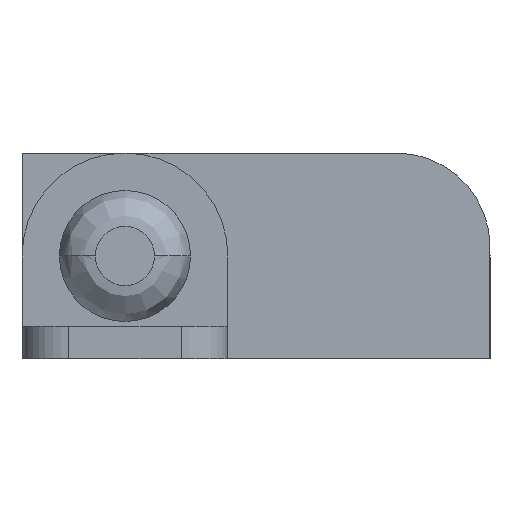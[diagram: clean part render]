
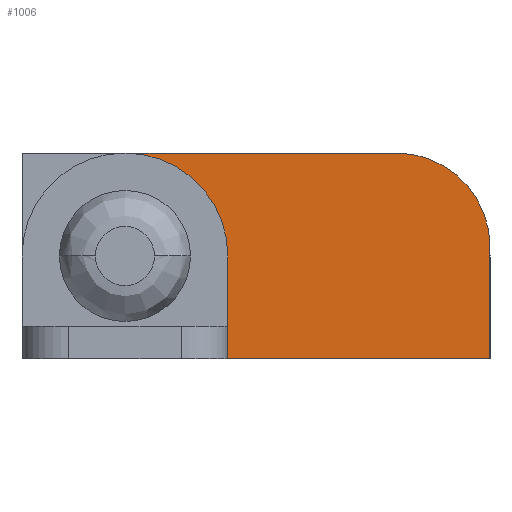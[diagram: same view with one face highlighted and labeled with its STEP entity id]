
A CAD part, left-side view. The second image highlights one B-rep face of the part: STEP entity #1006.
In plain terms, the highlighted planar face has unit normal (-1, 0, 0).
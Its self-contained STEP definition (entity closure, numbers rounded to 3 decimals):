
#928=CARTESIAN_POINT('POINT53',(51.,-22.,0.));
#929=VERTEX_POINT('VERTEX53',#928);
#936=CARTESIAN_POINT('POINT54',(51.,-22.,22.));
#937=VERTEX_POINT('VERTEX54',#936);
#938=CARTESIAN_POINT('POS98',(51.,-22.,
   21.596));
#939=DIRECTION('DIR137',(0.,0.,-1.));
#940=VECTOR('VEC59',#939,25.4);
#941=LINE('STRAIGHT59',#938,#940);
#942=EDGE_CURVE('EDGE77',#937,#929,#941,.T.);
#958=CARTESIAN_POINT('POINT55',(51.,
   0.,44.));
#959=VERTEX_POINT('VERTEX55',#958);
#960=CARTESIAN_POINT('POS101',(51.,
   0.,22.));
#961=DIRECTION('DIR141',(1.,0.,0.));
#962=DIRECTION('DIR142',(0.,-1.,0.));
#963=AXIS2_PLACEMENT_3D('AXIS41',#960,#961,#962);
#964=CIRCLE('ELLIPSE13',#963,22.);
#965=EDGE_CURVE('EDGE79',#959,#937,#964,.T.);
#966=ORIENTED_EDGE('COEDGE143',*,*,#965,.T.);
#967=ORIENTED_EDGE('COEDGE144',*,*,#942,.T.);
#968=CARTESIAN_POINT('POINT56',(51.,
   -78.,0.));
#969=VERTEX_POINT('VERTEX56',#968);
#970=CARTESIAN_POINT('POS102',(51.,
   22.,0.));
#971=DIRECTION('DIR143',(0.,1.,0.));
#972=VECTOR('VEC61',#971,1.);
#973=LINE('STRAIGHT61',#970,#972);
#974=EDGE_CURVE('EDGE80',#969,#929,#973,.T.);
#975=ORIENTED_EDGE('COEDGE145',*,*,#974,.F.);
#976=CARTESIAN_POINT('POINT57',(51.,
   -78.,24.));
#977=VERTEX_POINT('VERTEX57',#976);
#978=CARTESIAN_POINT('POS103',(51.,
   -78.,0.));
#979=DIRECTION('DIR144',(0.,0.,-1.));
#980=VECTOR('VEC62',#979,1.);
#981=LINE('STRAIGHT62',#978,#980);
#982=EDGE_CURVE('EDGE81',#977,#969,#981,.T.);
#983=ORIENTED_EDGE('COEDGE146',*,*,#982,.F.);
#984=CARTESIAN_POINT('POINT58',(51.,
   -58.,44.));
#985=VERTEX_POINT('VERTEX58',#984);
#986=CARTESIAN_POINT('POS104',(51.,-58.,24.)
   );
#987=DIRECTION('DIR145',(1.,0.,0.));
#988=DIRECTION('DIR146',(0.,-1.,0.));
#989=AXIS2_PLACEMENT_3D('AXIS42',#986,#987,#988);
#990=CIRCLE('ELLIPSE14',#989,20.);
#991=EDGE_CURVE('EDGE82',#985,#977,#990,.T.);
#992=ORIENTED_EDGE('COEDGE147',*,*,#991,.F.);
#993=CARTESIAN_POINT('POS105',(51.,
   -58.,44.));
#994=DIRECTION('DIR147',(0.,-1.,0.));
#995=VECTOR('VEC63',#994,1.);
#996=LINE('STRAIGHT63',#993,#995);
#997=EDGE_CURVE('EDGE83',#959,#985,#996,.T.);
#998=ORIENTED_EDGE('COEDGE148',*,*,#997,.F.);
#999=EDGE_LOOP('NONE',(#966,#967,#975,#983,#992,#998));
#1000=FACE_BOUND('LOOP1',#999,.T.);
#1001=CARTESIAN_POINT('POS106',(51.,
   -26.332,21.192));
#1002=DIRECTION('DIR148',(-1.,0.,0.));
#1003=DIRECTION('DIR149',(0.,1.,0.));
#1004=AXIS2_PLACEMENT_3D('AXIS43',#1001,#1002,#1003);
#1005=PLANE('PLANE25',#1004);
#1006=ADVANCED_FACE('FACE33',(#1000),#1005,.T.);
